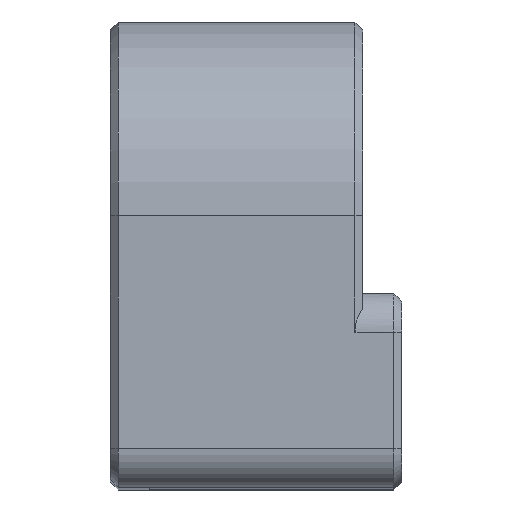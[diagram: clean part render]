
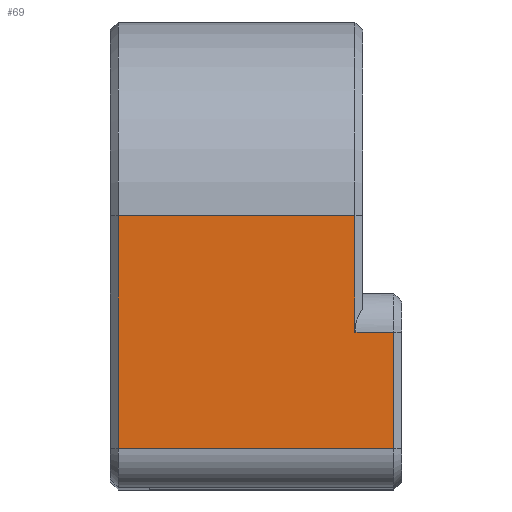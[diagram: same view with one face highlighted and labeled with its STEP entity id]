
A CAD part, top view. The second image highlights one B-rep face of the part: STEP entity #69.
In plain terms, the highlighted planar face has unit normal (0, 0, 1).
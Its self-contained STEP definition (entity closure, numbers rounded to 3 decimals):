
#69 = ADVANCED_FACE ( 'NONE', ( #3058 ), #411, .F. ) ;
#108 = VERTEX_POINT ( 'NONE', #2197 ) ;
#151 = DIRECTION ( 'NONE',  ( -1., 0., 0. ) ) ;
#183 = CARTESIAN_POINT ( 'NONE',  ( 7.5, 4., 20. ) ) ;
#237 = ORIENTED_EDGE ( 'NONE', *, *, #1721, .T. ) ;
#240 = EDGE_CURVE ( 'NONE', #673, #1433, #1159, .T. ) ;
#247 = LINE ( 'NONE', #451, #842 ) ;
#272 = VECTOR ( 'NONE', #2804, 1000. ) ;
#279 = VERTEX_POINT ( 'NONE', #2612 ) ;
#322 = VECTOR ( 'NONE', #1252, 1000. ) ;
#379 = ORIENTED_EDGE ( 'NONE', *, *, #240, .T. ) ;
#411 = PLANE ( 'NONE',  #698 ) ;
#451 = CARTESIAN_POINT ( 'NONE',  ( 7.3, 4., 20. ) ) ;
#673 = VERTEX_POINT ( 'NONE', #1684 ) ;
#698 = AXIS2_PLACEMENT_3D ( 'NONE', #1923, #2428, #879 ) ;
#711 = CARTESIAN_POINT ( 'NONE',  ( 7.3, 1., 20. ) ) ;
#742 = VECTOR ( 'NONE', #1788, 1000. ) ;
#803 = LINE ( 'NONE', #183, #2779 ) ;
#841 = ORIENTED_EDGE ( 'NONE', *, *, #1805, .T. ) ;
#842 = VECTOR ( 'NONE', #909, 1000. ) ;
#871 = LINE ( 'NONE', #932, #991 ) ;
#879 = DIRECTION ( 'NONE',  ( -1., 0., 0. ) ) ;
#909 = DIRECTION ( 'NONE',  ( 0., 1., 0. ) ) ;
#932 = CARTESIAN_POINT ( 'NONE',  ( 0.2, 12., 20. ) ) ;
#991 = VECTOR ( 'NONE', #3003, 1000. ) ;
#1147 = CARTESIAN_POINT ( 'NONE',  ( 6.3, 7., 20. ) ) ;
#1159 = LINE ( 'NONE', #2797, #322 ) ;
#1252 = DIRECTION ( 'NONE',  ( 1., 0., 0. ) ) ;
#1364 = ORIENTED_EDGE ( 'NONE', *, *, #2056, .T. ) ;
#1433 = VERTEX_POINT ( 'NONE', #711 ) ;
#1499 = CARTESIAN_POINT ( 'NONE',  ( 7.5, 7., 20. ) ) ;
#1649 = VERTEX_POINT ( 'NONE', #1705 ) ;
#1684 = CARTESIAN_POINT ( 'NONE',  ( 0.2, 1., 20. ) ) ;
#1705 = CARTESIAN_POINT ( 'NONE',  ( 7.3, 4., 20. ) ) ;
#1721 = EDGE_CURVE ( 'NONE', #279, #673, #871, .T. ) ;
#1788 = DIRECTION ( 'NONE',  ( 0., 1., 0. ) ) ;
#1805 = EDGE_CURVE ( 'NONE', #2611, #279, #3329, .T. ) ;
#1923 = CARTESIAN_POINT ( 'NONE',  ( 7.5, 12., 20. ) ) ;
#2056 = EDGE_CURVE ( 'NONE', #1649, #108, #803, .T. ) ;
#2069 = EDGE_CURVE ( 'NONE', #1433, #1649, #247, .T. ) ;
#2197 = CARTESIAN_POINT ( 'NONE',  ( 6.3, 4., 20. ) ) ;
#2349 = LINE ( 'NONE', #3115, #742 ) ;
#2400 = ORIENTED_EDGE ( 'NONE', *, *, #2884, .T. ) ;
#2428 = DIRECTION ( 'NONE',  ( 0., 0., -1. ) ) ;
#2611 = VERTEX_POINT ( 'NONE', #1147 ) ;
#2612 = CARTESIAN_POINT ( 'NONE',  ( 0.2, 7., 20. ) ) ;
#2779 = VECTOR ( 'NONE', #151, 1000. ) ;
#2780 = EDGE_LOOP ( 'NONE', ( #379, #3102, #1364, #2400, #841, #237 ) ) ;
#2797 = CARTESIAN_POINT ( 'NONE',  ( 7.5, 1., 20. ) ) ;
#2804 = DIRECTION ( 'NONE',  ( -1., 0., 0. ) ) ;
#2884 = EDGE_CURVE ( 'NONE', #108, #2611, #2349, .T. ) ;
#3003 = DIRECTION ( 'NONE',  ( 0., -1., 0. ) ) ;
#3058 = FACE_OUTER_BOUND ( 'NONE', #2780, .T. ) ;
#3102 = ORIENTED_EDGE ( 'NONE', *, *, #2069, .T. ) ;
#3115 = CARTESIAN_POINT ( 'NONE',  ( 6.3, 7., 20. ) ) ;
#3329 = LINE ( 'NONE', #1499, #272 ) ;
